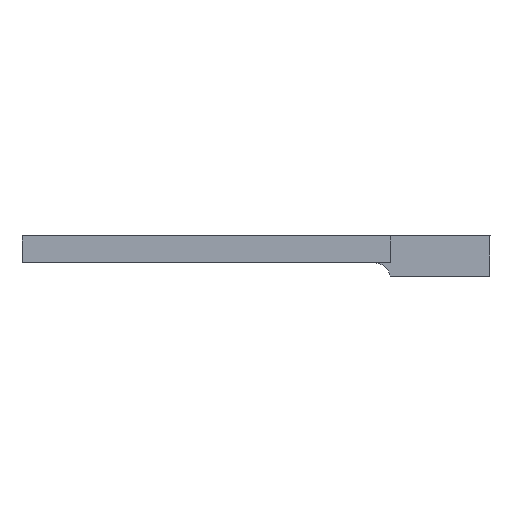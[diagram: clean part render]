
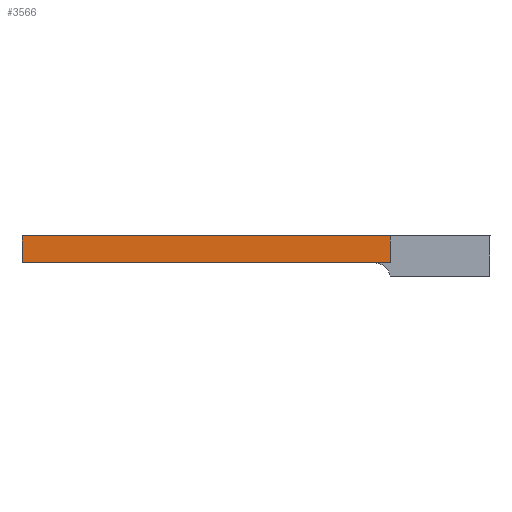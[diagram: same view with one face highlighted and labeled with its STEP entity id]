
A CAD part, front view. The second image highlights one B-rep face of the part: STEP entity #3566.
In plain terms, the highlighted planar face has unit normal (0, -1, 0).
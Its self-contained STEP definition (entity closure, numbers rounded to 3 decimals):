
#57=PLANE('',#3781);
#246=FACE_OUTER_BOUND('',#444,.T.);
#444=EDGE_LOOP('',(#3122,#3123,#3124,#3125));
#843=LINE('',#9082,#1131);
#907=LINE('',#12304,#1195);
#925=LINE('',#12338,#1213);
#969=LINE('',#12429,#1257);
#1131=VECTOR('',#4161,10.);
#1195=VECTOR('',#4261,10.);
#1213=VECTOR('',#4291,10.);
#1257=VECTOR('',#4371,10.);
#1551=VERTEX_POINT('',#9080);
#1552=VERTEX_POINT('',#9081);
#1592=VERTEX_POINT('',#12258);
#1614=VERTEX_POINT('',#12302);
#2004=EDGE_CURVE('',#1551,#1552,#843,.T.);
#2099=EDGE_CURVE('',#1614,#1592,#907,.T.);
#2117=EDGE_CURVE('',#1614,#1552,#925,.T.);
#2162=EDGE_CURVE('',#1551,#1592,#969,.T.);
#3122=ORIENTED_EDGE('',*,*,#2004,.F.);
#3123=ORIENTED_EDGE('',*,*,#2162,.T.);
#3124=ORIENTED_EDGE('',*,*,#2099,.F.);
#3125=ORIENTED_EDGE('',*,*,#2117,.T.);
#3566=ADVANCED_FACE('',(#246),#57,.T.);
#3781=AXIS2_PLACEMENT_3D('',#12428,#4369,#4370);
#4161=DIRECTION('',(-1.,0.,0.));
#4261=DIRECTION('',(1.,0.,0.));
#4291=DIRECTION('',(0.,0.,-1.));
#4369=DIRECTION('center_axis',(0.,-1.,0.));
#4370=DIRECTION('ref_axis',(0.,0.,-1.));
#4371=DIRECTION('',(0.,0.,1.));
#9080=CARTESIAN_POINT('',(1499.746,185.946,-8.1));
#9081=CARTESIAN_POINT('',(1389.001,185.946,-8.1));
#9082=CARTESIAN_POINT('',(1394.001,185.946,-8.1));
#12258=CARTESIAN_POINT('',(1499.746,185.946,0.));
#12302=CARTESIAN_POINT('',(1389.001,185.946,0.));
#12304=CARTESIAN_POINT('',(1198.001,185.946,0.));
#12338=CARTESIAN_POINT('',(1389.001,185.946,-3.1));
#12428=CARTESIAN_POINT('Origin',(1458.001,185.946,-3.1));
#12429=CARTESIAN_POINT('',(1499.746,185.946,-12.12));
